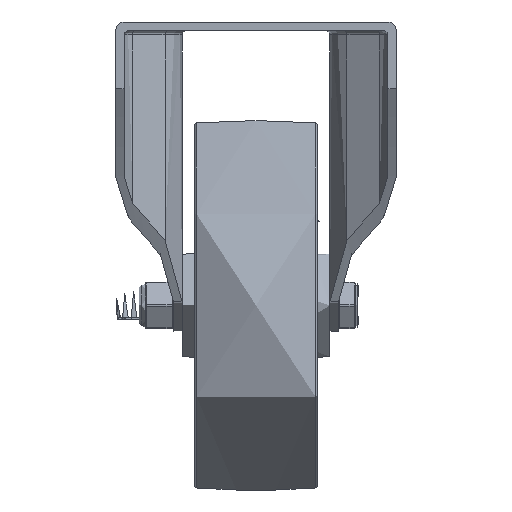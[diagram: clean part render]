
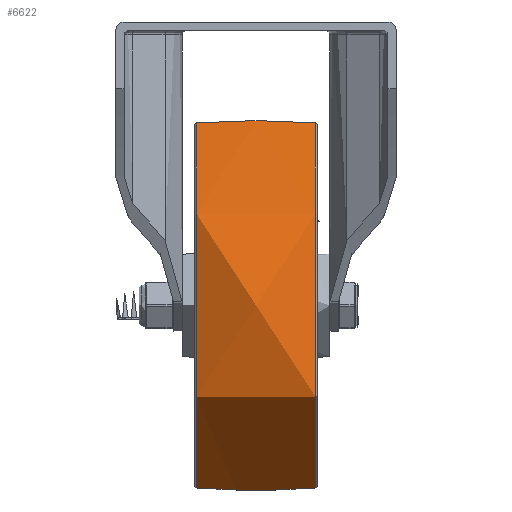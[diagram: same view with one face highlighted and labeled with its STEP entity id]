
A CAD part, left-side view. The second image highlights one B-rep face of the part: STEP entity #6622.
In plain terms, the highlighted free-form (B-spline) face has degree [2, 2] with [3, 9] control points.
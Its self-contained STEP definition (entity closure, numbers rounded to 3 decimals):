
#50=(
BOUNDED_SURFACE()
B_SPLINE_SURFACE(2,2,((#10701,#10702,#10703,#10704,#10705,#10706,#10707,
#10708,#10709),(#10710,#10711,#10712,#10713,#10714,#10715,#10716,#10717,
#10718),(#10719,#10720,#10721,#10722,#10723,#10724,#10725,#10726,#10727)),
 .UNSPECIFIED.,.F.,.T.,.F.)
B_SPLINE_SURFACE_WITH_KNOTS((3,3),(3,2,2,2,3),(-0.077,0.077),
(-3.142,-1.571,0.,1.571,3.142),
 .UNSPECIFIED.)
GEOMETRIC_REPRESENTATION_ITEM()
RATIONAL_B_SPLINE_SURFACE(((1.,0.707,1.,0.707,1.,
0.707,1.,0.707,1.),(0.997,0.705,
0.997,0.705,0.997,0.705,0.997,
0.705,0.997),(1.,0.707,1.,0.707,
1.,0.707,1.,0.707,1.)))
REPRESENTATION_ITEM('')
SURFACE()
);
#759=FACE_OUTER_BOUND('',#1182,.T.);
#1182=EDGE_LOOP('',(#5054,#5055,#5056,#5057));
#2549=CIRCLE('',#7235,74.073);
#2550=CIRCLE('',#7236,313.);
#2551=CIRCLE('',#7237,74.073);
#2967=VERTEX_POINT('',#10698);
#2968=VERTEX_POINT('',#10728);
#3717=EDGE_CURVE('',#2967,#2967,#2549,.T.);
#3718=EDGE_CURVE('',#2967,#2968,#2550,.T.);
#3719=EDGE_CURVE('',#2968,#2968,#2551,.T.);
#5054=ORIENTED_EDGE('',*,*,#3717,.F.);
#5055=ORIENTED_EDGE('',*,*,#3718,.T.);
#5056=ORIENTED_EDGE('',*,*,#3719,.T.);
#5057=ORIENTED_EDGE('',*,*,#3718,.F.);
#6622=ADVANCED_FACE('',(#759),#50,.F.);
#7235=AXIS2_PLACEMENT_3D('',#10700,#8368,#8369);
#7236=AXIS2_PLACEMENT_3D('',#10729,#8370,#8371);
#7237=AXIS2_PLACEMENT_3D('',#10730,#8372,#8373);
#8368=DIRECTION('center_axis',(0.,1.,0.));
#8369=DIRECTION('ref_axis',(0.,0.,1.));
#8370=DIRECTION('center_axis',(-1.,0.,0.));
#8371=DIRECTION('ref_axis',(0.,0.,-1.));
#8372=DIRECTION('center_axis',(0.,1.,0.));
#8373=DIRECTION('ref_axis',(0.,0.,1.));
#10698=CARTESIAN_POINT('',(0.,24.077,-74.073));
#10700=CARTESIAN_POINT('Origin',(0.,24.077,0.));
#10701=CARTESIAN_POINT('Ctrl Pts',(0.,-24.077,-74.073));
#10702=CARTESIAN_POINT('Ctrl Pts',(-74.073,-24.077,
-74.073));
#10703=CARTESIAN_POINT('Ctrl Pts',(-74.073,-24.077,
0.));
#10704=CARTESIAN_POINT('Ctrl Pts',(-74.073,-24.077,
74.073));
#10705=CARTESIAN_POINT('Ctrl Pts',(0.,-24.077,74.073));
#10706=CARTESIAN_POINT('Ctrl Pts',(74.073,-24.077,74.073));
#10707=CARTESIAN_POINT('Ctrl Pts',(74.073,-24.077,0.));
#10708=CARTESIAN_POINT('Ctrl Pts',(74.073,-24.077,-74.073));
#10709=CARTESIAN_POINT('Ctrl Pts',(0.,-24.077,-74.073));
#10710=CARTESIAN_POINT('Ctrl Pts',(0.,0.,-75.93));
#10711=CARTESIAN_POINT('Ctrl Pts',(-75.93,0.,-75.93));
#10712=CARTESIAN_POINT('Ctrl Pts',(-75.93,0.,0.));
#10713=CARTESIAN_POINT('Ctrl Pts',(-75.93,0.,75.93));
#10714=CARTESIAN_POINT('Ctrl Pts',(0.,0.,75.93));
#10715=CARTESIAN_POINT('Ctrl Pts',(75.93,0.,75.93));
#10716=CARTESIAN_POINT('Ctrl Pts',(75.93,0.,0.));
#10717=CARTESIAN_POINT('Ctrl Pts',(75.93,0.,-75.93));
#10718=CARTESIAN_POINT('Ctrl Pts',(0.,0.,-75.93));
#10719=CARTESIAN_POINT('Ctrl Pts',(0.,24.077,-74.073));
#10720=CARTESIAN_POINT('Ctrl Pts',(-74.073,24.077,-74.073));
#10721=CARTESIAN_POINT('Ctrl Pts',(-74.073,24.077,0.));
#10722=CARTESIAN_POINT('Ctrl Pts',(-74.073,24.077,74.073));
#10723=CARTESIAN_POINT('Ctrl Pts',(0.,24.077,74.073));
#10724=CARTESIAN_POINT('Ctrl Pts',(74.073,24.077,74.073));
#10725=CARTESIAN_POINT('Ctrl Pts',(74.073,24.077,0.));
#10726=CARTESIAN_POINT('Ctrl Pts',(74.073,24.077,-74.073));
#10727=CARTESIAN_POINT('Ctrl Pts',(0.,24.077,-74.073));
#10728=CARTESIAN_POINT('',(0.,-24.077,-74.073));
#10729=CARTESIAN_POINT('Origin',(0.,0.,
238.));
#10730=CARTESIAN_POINT('Origin',(0.,-24.077,0.));
